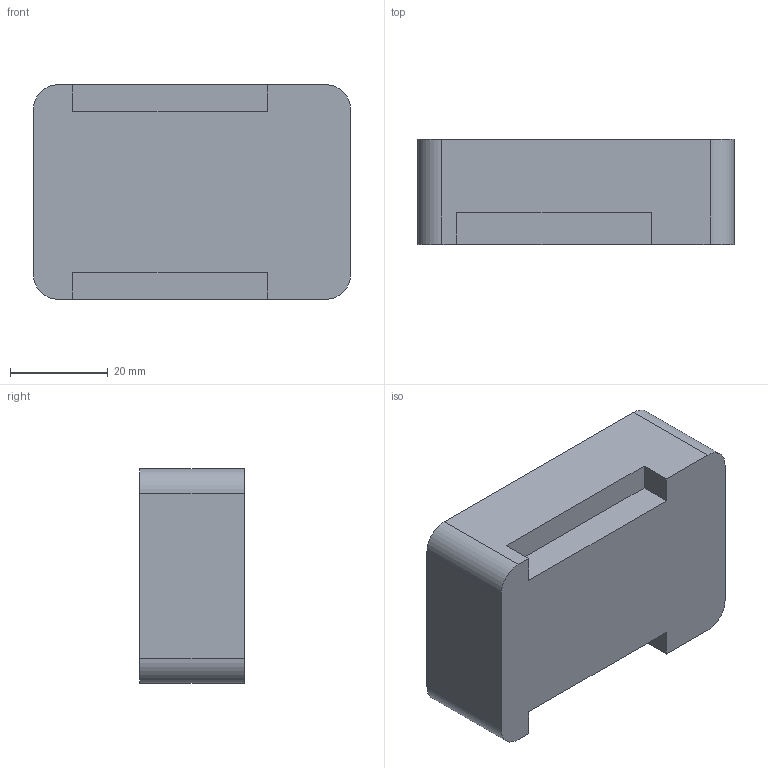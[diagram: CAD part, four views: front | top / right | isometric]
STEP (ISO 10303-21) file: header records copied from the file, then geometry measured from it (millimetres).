
FILE_DESCRIPTION(/* description */ ('STEP AP242','CAx-IF Rec.Pracs.---Representation and Presentation of Product Manufacturing Information (PMI)---4.0---2014-10-13','CAx-IF Rec.Pracs.---3D Tessellated Geometry---0.4---2014-09-14','2;1'),/* implementation_level */ '2;1');
FILE_NAME(/* name */ '668631e812435a69ba3ce5e4',/* time_stamp */ '2024-07-04T05:23:53Z',/* author */ (''),/* organization */ (''),/* preprocessor_version */ 'ST-DEVELOPER v20',/* originating_system */ ' ',/* authorisation */ ' ');
FILE_SCHEMA (('AP242_MANAGED_MODEL_BASED_3D_ENGINEERING_MIM_LF { 1 0 10303 442 1 1 4 }'));
Length unit declared in the file: millimetre
Products named in the file (1): Product
Bounding box: 65 x 21.5 x 44 mm (x, y, z)
Volume: 32076.5 mm3; surface area: 14234.2 mm2
Topology: 1 solids, 1 shells, 37 faces, 84 edges, 56 vertices
Faces by surface type: plane 27, cylinder 10
Full cylindrical faces by diameter (mm): 3.3 x6
Entity records: 1030 total; most frequent: DIRECTION 174, CARTESIAN_POINT 172, ORIENTED_EDGE 156, EDGE_CURVE 78, LINE 58, VECTOR 58, AXIS2_PLACEMENT_3D 58, VERTEX_POINT 56
